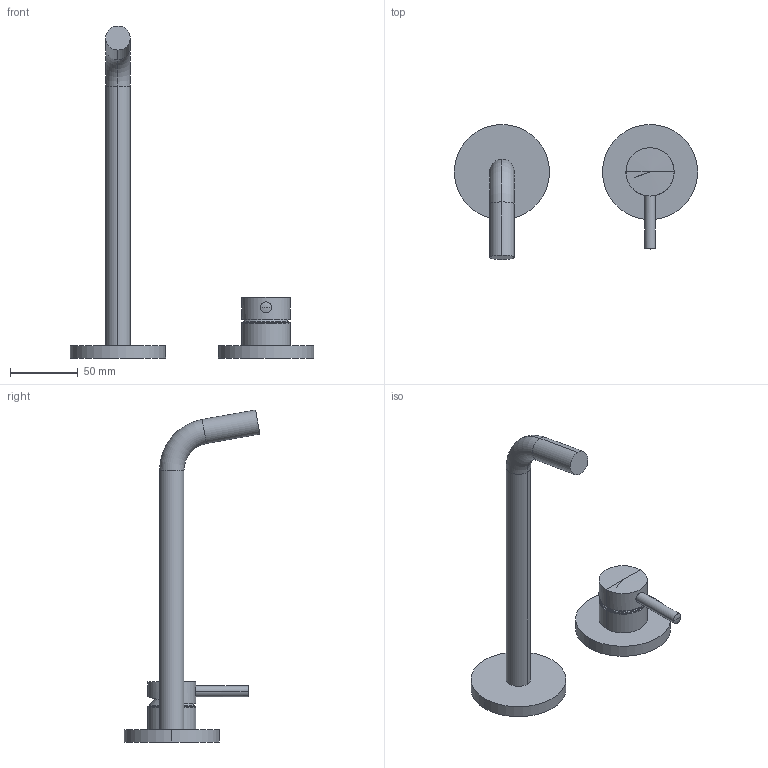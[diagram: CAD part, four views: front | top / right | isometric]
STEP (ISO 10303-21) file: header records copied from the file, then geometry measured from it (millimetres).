
FILE_DESCRIPTION((''),'2;1');
FILE_NAME('LIG103CR70','2021-01-14T15:03:24',('ut3'),('PAFFONI SpA'),'CREO PARAMETRIC BY PTC INC, 2020044','CREO PARAMETRIC BY PTC INC, 2020044','');
FILE_SCHEMA(('CONFIG_CONTROL_DESIGN','SHAPE_APPEARANCE_LAYERS_GROUPS'));
Length unit declared in the file: millimetre
Products named in the file (1): LIG103CR70
Bounding box: 179 x 99.78 x 244.38 mm (x, y, z)
Volume: 148876.6 mm3; surface area: 48755.3 mm2
Topology: 4 solids, 5 shells, 85 faces, 182 edges, 112 vertices
Faces by surface type: cylinder 33, plane 30, cone 12, torus 8, sphere 2
Entity records: 3225 total; most frequent: CARTESIAN_POINT 693, DIRECTION 420, ORIENTED_EDGE 356, EDGE_CURVE 178, AXIS2_PLACEMENT_3D 171, VERTEX_POINT 112, EDGE_LOOP 96, FILL_AREA_STYLE_COLOUR 86
